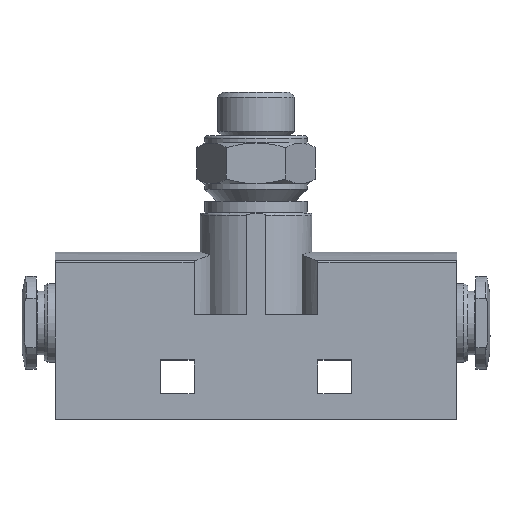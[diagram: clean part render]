
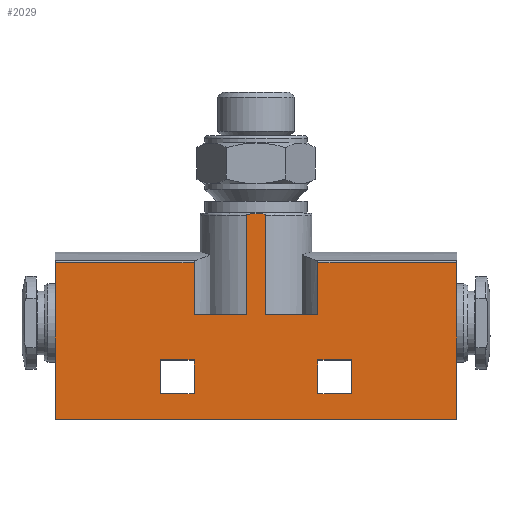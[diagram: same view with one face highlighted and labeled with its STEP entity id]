
A CAD part, top view. The second image highlights one B-rep face of the part: STEP entity #2029.
In plain terms, the highlighted planar face has unit normal (0, 0, 1).
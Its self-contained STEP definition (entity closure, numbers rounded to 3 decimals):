
#20=PLANE('',#2139);
#73=LINE('',#2799,#147);
#74=LINE('',#2802,#148);
#75=LINE('',#2804,#149);
#76=LINE('',#2806,#150);
#77=LINE('',#2807,#151);
#78=LINE('',#2810,#152);
#79=LINE('',#2812,#153);
#80=LINE('',#2814,#154);
#81=LINE('',#2816,#155);
#82=LINE('',#2818,#156);
#83=LINE('',#2820,#157);
#84=LINE('',#2822,#158);
#85=LINE('',#2824,#159);
#86=LINE('',#2840,#160);
#87=LINE('',#2842,#161);
#88=LINE('',#2843,#162);
#89=LINE('',#2846,#163);
#90=LINE('',#2848,#164);
#91=LINE('',#2850,#165);
#147=VECTOR('',#2332,1000.);
#148=VECTOR('',#2333,1000.);
#149=VECTOR('',#2334,1000.);
#150=VECTOR('',#2335,1000.);
#151=VECTOR('',#2336,1000.);
#152=VECTOR('',#2337,1000.);
#153=VECTOR('',#2338,1000.);
#154=VECTOR('',#2339,1000.);
#155=VECTOR('',#2340,1000.);
#156=VECTOR('',#2341,1000.);
#157=VECTOR('',#2342,1000.);
#158=VECTOR('',#2343,1000.);
#159=VECTOR('',#2344,1000.);
#160=VECTOR('',#2345,1000.);
#161=VECTOR('',#2346,1000.);
#162=VECTOR('',#2347,1000.);
#163=VECTOR('',#2348,1000.);
#164=VECTOR('',#2349,1000.);
#165=VECTOR('',#2350,1000.);
#346=ORIENTED_EDGE('',*,*,#730,.F.);
#347=ORIENTED_EDGE('',*,*,#731,.F.);
#348=ORIENTED_EDGE('',*,*,#732,.F.);
#349=ORIENTED_EDGE('',*,*,#733,.F.);
#350=ORIENTED_EDGE('',*,*,#734,.F.);
#351=ORIENTED_EDGE('',*,*,#735,.T.);
#352=ORIENTED_EDGE('',*,*,#736,.T.);
#353=ORIENTED_EDGE('',*,*,#737,.F.);
#354=ORIENTED_EDGE('',*,*,#738,.F.);
#355=ORIENTED_EDGE('',*,*,#739,.T.);
#356=ORIENTED_EDGE('',*,*,#740,.F.);
#357=ORIENTED_EDGE('',*,*,#741,.F.);
#358=ORIENTED_EDGE('',*,*,#742,.T.);
#359=ORIENTED_EDGE('',*,*,#743,.F.);
#360=ORIENTED_EDGE('',*,*,#744,.T.);
#361=ORIENTED_EDGE('',*,*,#745,.F.);
#362=ORIENTED_EDGE('',*,*,#746,.F.);
#363=ORIENTED_EDGE('',*,*,#747,.F.);
#364=ORIENTED_EDGE('',*,*,#748,.F.);
#365=ORIENTED_EDGE('',*,*,#749,.F.);
#730=EDGE_CURVE('',#917,#918,#73,.T.);
#731=EDGE_CURVE('',#919,#917,#74,.T.);
#732=EDGE_CURVE('',#920,#919,#75,.T.);
#733=EDGE_CURVE('',#918,#920,#76,.T.);
#734=EDGE_CURVE('',#921,#922,#77,.F.);
#735=EDGE_CURVE('',#921,#923,#78,.T.);
#736=EDGE_CURVE('',#923,#924,#79,.T.);
#737=EDGE_CURVE('',#925,#924,#80,.T.);
#738=EDGE_CURVE('',#926,#925,#81,.T.);
#739=EDGE_CURVE('',#926,#927,#82,.T.);
#740=EDGE_CURVE('',#928,#927,#83,.T.);
#741=EDGE_CURVE('',#929,#928,#84,.T.);
#742=EDGE_CURVE('',#929,#930,#85,.F.);
#743=EDGE_CURVE('',#931,#930,#1043,.T.);
#744=EDGE_CURVE('',#931,#932,#86,.T.);
#745=EDGE_CURVE('',#922,#932,#87,.T.);
#746=EDGE_CURVE('',#933,#934,#88,.T.);
#747=EDGE_CURVE('',#935,#933,#89,.T.);
#748=EDGE_CURVE('',#936,#935,#90,.T.);
#749=EDGE_CURVE('',#934,#936,#91,.T.);
#917=VERTEX_POINT('',#2800);
#918=VERTEX_POINT('',#2801);
#919=VERTEX_POINT('',#2803);
#920=VERTEX_POINT('',#2805);
#921=VERTEX_POINT('',#2808);
#922=VERTEX_POINT('',#2809);
#923=VERTEX_POINT('',#2811);
#924=VERTEX_POINT('',#2813);
#925=VERTEX_POINT('',#2815);
#926=VERTEX_POINT('',#2817);
#927=VERTEX_POINT('',#2819);
#928=VERTEX_POINT('',#2821);
#929=VERTEX_POINT('',#2823);
#930=VERTEX_POINT('',#2825);
#931=VERTEX_POINT('',#2839);
#932=VERTEX_POINT('',#2841);
#933=VERTEX_POINT('',#2844);
#934=VERTEX_POINT('',#2845);
#935=VERTEX_POINT('',#2847);
#936=VERTEX_POINT('',#2849);
#1043=B_SPLINE_CURVE_WITH_KNOTS('',3,(#2826,#2827,#2828,#2829,#2830,#2831,
#2832,#2833,#2834,#2835,#2836,#2837,#2838),.UNSPECIFIED.,.F.,.F.,(4,1,1,
1,1,1,1,1,1,1,4),(0.004,0.004,0.004,
0.004,0.005,0.005,0.005,
0.006,0.006,0.006,0.006),
 .UNSPECIFIED.);
#1086=EDGE_LOOP('',(#346,#347,#348,#349));
#1087=EDGE_LOOP('',(#350,#351,#352,#353,#354,#355,#356,#357,#358,#359,#360,
#361));
#1088=EDGE_LOOP('',(#362,#363,#364,#365));
#1218=FACE_BOUND('',#1086,.T.);
#1219=FACE_BOUND('',#1087,.T.);
#1220=FACE_BOUND('',#1088,.T.);
#2029=ADVANCED_FACE('',(#1218,#1219,#1220),#20,.F.);
#2139=AXIS2_PLACEMENT_3D('',#2798,#2330,#2331);
#2330=DIRECTION('',(0.,0.,-1.));
#2331=DIRECTION('',(-1.,0.,0.));
#2332=DIRECTION('',(-1.,0.,0.));
#2333=DIRECTION('',(0.,1.,0.));
#2334=DIRECTION('',(1.,0.,0.));
#2335=DIRECTION('',(0.,-1.,0.));
#2336=DIRECTION('',(0.,1.,0.));
#2337=DIRECTION('',(-1.,0.,0.));
#2338=DIRECTION('',(0.,-1.,0.));
#2339=DIRECTION('',(-1.,0.,0.));
#2340=DIRECTION('',(0.,-1.,0.));
#2341=DIRECTION('',(-1.,0.,0.));
#2342=DIRECTION('',(0.,1.,0.));
#2343=DIRECTION('',(1.,0.,0.));
#2344=DIRECTION('',(0.,-1.,0.));
#2345=DIRECTION('',(0.,-1.,0.));
#2346=DIRECTION('',(1.,0.,0.));
#2347=DIRECTION('',(-1.,0.,0.));
#2348=DIRECTION('',(0.,1.,0.));
#2349=DIRECTION('',(1.,0.,0.));
#2350=DIRECTION('',(0.,-1.,0.));
#2798=CARTESIAN_POINT('',(25.5,19.89,7.));
#2799=CARTESIAN_POINT('',(12.15,7.55,7.));
#2800=CARTESIAN_POINT('',(12.15,7.55,7.));
#2801=CARTESIAN_POINT('',(7.85,7.55,7.));
#2802=CARTESIAN_POINT('',(12.15,3.25,7.));
#2803=CARTESIAN_POINT('',(12.15,3.25,7.));
#2804=CARTESIAN_POINT('',(7.85,3.25,7.));
#2805=CARTESIAN_POINT('',(7.85,3.25,7.));
#2806=CARTESIAN_POINT('',(7.85,7.55,7.));
#2807=CARTESIAN_POINT('',(-7.859,13.25,7.));
#2808=CARTESIAN_POINT('',(-7.859,19.89,7.));
#2809=CARTESIAN_POINT('',(-7.859,13.25,7.));
#2810=CARTESIAN_POINT('',(25.5,19.89,7.));
#2811=CARTESIAN_POINT('',(-25.5,19.89,7.));
#2812=CARTESIAN_POINT('',(-25.5,19.89,7.));
#2813=CARTESIAN_POINT('',(-25.5,0.,7.));
#2814=CARTESIAN_POINT('',(25.5,0.,7.));
#2815=CARTESIAN_POINT('',(25.5,0.,7.));
#2816=CARTESIAN_POINT('',(25.5,19.89,7.));
#2817=CARTESIAN_POINT('',(25.5,19.89,7.));
#2818=CARTESIAN_POINT('',(25.5,19.89,7.));
#2819=CARTESIAN_POINT('',(7.859,19.89,7.));
#2820=CARTESIAN_POINT('',(7.859,13.25,7.));
#2821=CARTESIAN_POINT('',(7.859,13.25,7.));
#2822=CARTESIAN_POINT('',(25.5,13.25,7.));
#2823=CARTESIAN_POINT('',(1.187,13.25,7.));
#2824=CARTESIAN_POINT('',(1.187,13.25,7.));
#2825=CARTESIAN_POINT('',(1.187,25.9,7.));
#2826=CARTESIAN_POINT('',(-1.187,25.9,7.));
#2827=CARTESIAN_POINT('',(-1.187,25.952,7.));
#2828=CARTESIAN_POINT('',(-1.073,26.008,7.));
#2829=CARTESIAN_POINT('',(-0.885,26.063,7.));
#2830=CARTESIAN_POINT('',(-0.625,26.099,7.));
#2831=CARTESIAN_POINT('',(-0.32,26.119,7.));
#2832=CARTESIAN_POINT('',(-0.014,26.126,7.));
#2833=CARTESIAN_POINT('',(0.303,26.12,7.));
#2834=CARTESIAN_POINT('',(0.615,26.1,7.));
#2835=CARTESIAN_POINT('',(0.881,26.064,7.));
#2836=CARTESIAN_POINT('',(1.072,26.009,7.));
#2837=CARTESIAN_POINT('',(1.187,25.953,7.));
#2838=CARTESIAN_POINT('',(1.187,25.9,7.));
#2839=CARTESIAN_POINT('',(-1.187,25.9,7.));
#2840=CARTESIAN_POINT('',(-1.187,13.25,7.));
#2841=CARTESIAN_POINT('',(-1.187,13.25,7.));
#2842=CARTESIAN_POINT('',(25.5,13.25,7.));
#2843=CARTESIAN_POINT('',(-7.85,7.55,7.));
#2844=CARTESIAN_POINT('',(-7.85,7.55,7.));
#2845=CARTESIAN_POINT('',(-12.15,7.55,7.));
#2846=CARTESIAN_POINT('',(-7.85,3.25,7.));
#2847=CARTESIAN_POINT('',(-7.85,3.25,7.));
#2848=CARTESIAN_POINT('',(-12.15,3.25,7.));
#2849=CARTESIAN_POINT('',(-12.15,3.25,7.));
#2850=CARTESIAN_POINT('',(-12.15,7.55,7.));
